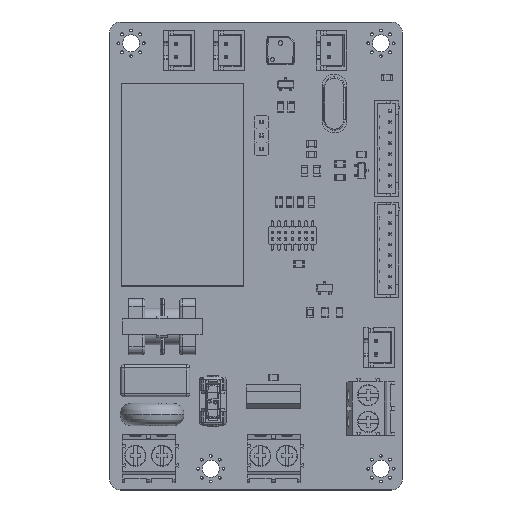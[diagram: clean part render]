
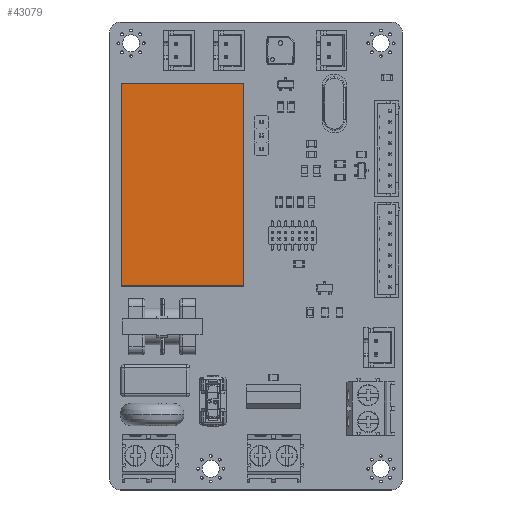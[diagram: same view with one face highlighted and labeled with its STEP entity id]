
A CAD part, top view. The second image highlights one B-rep face of the part: STEP entity #43079.
In plain terms, the highlighted free-form (B-spline) face has degree [1, 1] with [2, 2] control points.
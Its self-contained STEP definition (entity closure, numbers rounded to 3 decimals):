
#42815 = B_SPLINE_SURFACE_WITH_KNOTS('',1,1,(
    (#42816,#42817)
    ,(#42818,#42819
    )),.UNSPECIFIED.,.F.,.F.,.F.,(2,2),(2,2),(0.,38.),(0.,18.),
  .PIECEWISE_BEZIER_KNOTS.);
#42816 = CARTESIAN_POINT('',(-19.,-11.5,0.));
#42817 = CARTESIAN_POINT('',(-19.,-11.5,18.));
#42818 = CARTESIAN_POINT('',(19.,-11.5,0.));
#42819 = CARTESIAN_POINT('',(19.,-11.5,18.));
#42838 = VERTEX_POINT('',#42839);
#42839 = CARTESIAN_POINT('',(19.,-11.5,18.));
#42851 = B_SPLINE_SURFACE_WITH_KNOTS('',1,1,(
    (#42852,#42853)
    ,(#42854,#42855
    )),.UNSPECIFIED.,.F.,.F.,.F.,(2,2),(2,2),(0.,23.),(0.,18.),
  .PIECEWISE_BEZIER_KNOTS.);
#42852 = CARTESIAN_POINT('',(19.,-11.5,0.));
#42853 = CARTESIAN_POINT('',(19.,-11.5,18.));
#42854 = CARTESIAN_POINT('',(19.,11.5,0.));
#42855 = CARTESIAN_POINT('',(19.,11.5,18.));
#42862 = EDGE_CURVE('',#42863,#42838,#42865,.T.);
#42863 = VERTEX_POINT('',#42864);
#42864 = CARTESIAN_POINT('',(-19.,-11.5,18.));
#42865 = SURFACE_CURVE('',#42866,(#42869,#42875),.PCURVE_S1.);
#42866 = B_SPLINE_CURVE_WITH_KNOTS('',1,(#42867,#42868),.UNSPECIFIED.,
  .F.,.F.,(2,2),(0.,38.),.PIECEWISE_BEZIER_KNOTS.);
#42867 = CARTESIAN_POINT('',(-19.,-11.5,18.));
#42868 = CARTESIAN_POINT('',(19.,-11.5,18.));
#42869 = PCURVE('',#42815,#42870);
#42870 = DEFINITIONAL_REPRESENTATION('',(#42871),#42874);
#42871 = B_SPLINE_CURVE_WITH_KNOTS('',1,(#42872,#42873),.UNSPECIFIED.,
  .F.,.F.,(2,2),(0.,38.),.PIECEWISE_BEZIER_KNOTS.);
#42872 = CARTESIAN_POINT('',(0.,18.));
#42873 = CARTESIAN_POINT('',(38.,18.));
#42874 = ( GEOMETRIC_REPRESENTATION_CONTEXT(2) 
PARAMETRIC_REPRESENTATION_CONTEXT() REPRESENTATION_CONTEXT('2D SPACE',''
  ) );
#42875 = PCURVE('',#42876,#42881);
#42876 = B_SPLINE_SURFACE_WITH_KNOTS('',1,1,(
    (#42877,#42878)
    ,(#42879,#42880
    )),.UNSPECIFIED.,.F.,.F.,.F.,(2,2),(2,2),(-19.,19.),(-11.5,11.5),
  .PIECEWISE_BEZIER_KNOTS.);
#42877 = CARTESIAN_POINT('',(-19.,-11.5,18.));
#42878 = CARTESIAN_POINT('',(-19.,11.5,18.));
#42879 = CARTESIAN_POINT('',(19.,-11.5,18.));
#42880 = CARTESIAN_POINT('',(19.,11.5,18.));
#42881 = DEFINITIONAL_REPRESENTATION('',(#42882),#42885);
#42882 = B_SPLINE_CURVE_WITH_KNOTS('',1,(#42883,#42884),.UNSPECIFIED.,
  .F.,.F.,(2,2),(0.,38.),.PIECEWISE_BEZIER_KNOTS.);
#42883 = CARTESIAN_POINT('',(-19.,-11.5));
#42884 = CARTESIAN_POINT('',(19.,-11.5));
#42885 = ( GEOMETRIC_REPRESENTATION_CONTEXT(2) 
PARAMETRIC_REPRESENTATION_CONTEXT() REPRESENTATION_CONTEXT('2D SPACE',''
  ) );
#42899 = B_SPLINE_SURFACE_WITH_KNOTS('',1,1,(
    (#42900,#42901)
    ,(#42902,#42903
    )),.UNSPECIFIED.,.F.,.F.,.F.,(2,2),(2,2),(0.,23.),(0.,18.),
  .PIECEWISE_BEZIER_KNOTS.);
#42900 = CARTESIAN_POINT('',(-19.,11.5,0.));
#42901 = CARTESIAN_POINT('',(-19.,11.5,18.));
#42902 = CARTESIAN_POINT('',(-19.,-11.5,0.));
#42903 = CARTESIAN_POINT('',(-19.,-11.5,18.));
#42934 = EDGE_CURVE('',#42935,#42863,#42937,.T.);
#42935 = VERTEX_POINT('',#42936);
#42936 = CARTESIAN_POINT('',(-19.,11.5,18.));
#42937 = SURFACE_CURVE('',#42938,(#42941,#42947),.PCURVE_S1.);
#42938 = B_SPLINE_CURVE_WITH_KNOTS('',1,(#42939,#42940),.UNSPECIFIED.,
  .F.,.F.,(2,2),(0.,23.),.PIECEWISE_BEZIER_KNOTS.);
#42939 = CARTESIAN_POINT('',(-19.,11.5,18.));
#42940 = CARTESIAN_POINT('',(-19.,-11.5,18.));
#42941 = PCURVE('',#42899,#42942);
#42942 = DEFINITIONAL_REPRESENTATION('',(#42943),#42946);
#42943 = B_SPLINE_CURVE_WITH_KNOTS('',1,(#42944,#42945),.UNSPECIFIED.,
  .F.,.F.,(2,2),(0.,23.),.PIECEWISE_BEZIER_KNOTS.);
#42944 = CARTESIAN_POINT('',(0.,18.));
#42945 = CARTESIAN_POINT('',(23.,18.));
#42946 = ( GEOMETRIC_REPRESENTATION_CONTEXT(2) 
PARAMETRIC_REPRESENTATION_CONTEXT() REPRESENTATION_CONTEXT('2D SPACE',''
  ) );
#42947 = PCURVE('',#42876,#42948);
#42948 = DEFINITIONAL_REPRESENTATION('',(#42949),#42952);
#42949 = B_SPLINE_CURVE_WITH_KNOTS('',1,(#42950,#42951),.UNSPECIFIED.,
  .F.,.F.,(2,2),(0.,23.),.PIECEWISE_BEZIER_KNOTS.);
#42950 = CARTESIAN_POINT('',(-19.,11.5));
#42951 = CARTESIAN_POINT('',(-19.,-11.5));
#42952 = ( GEOMETRIC_REPRESENTATION_CONTEXT(2) 
PARAMETRIC_REPRESENTATION_CONTEXT() REPRESENTATION_CONTEXT('2D SPACE',''
  ) );
#42966 = B_SPLINE_SURFACE_WITH_KNOTS('',1,1,(
    (#42967,#42968)
    ,(#42969,#42970
    )),.UNSPECIFIED.,.F.,.F.,.F.,(2,2),(2,2),(0.,38.),(0.,18.),
  .PIECEWISE_BEZIER_KNOTS.);
#42967 = CARTESIAN_POINT('',(19.,11.5,0.));
#42968 = CARTESIAN_POINT('',(19.,11.5,18.));
#42969 = CARTESIAN_POINT('',(-19.,11.5,0.));
#42970 = CARTESIAN_POINT('',(-19.,11.5,18.));
#43001 = EDGE_CURVE('',#43002,#42935,#43004,.T.);
#43002 = VERTEX_POINT('',#43003);
#43003 = CARTESIAN_POINT('',(19.,11.5,18.));
#43004 = SURFACE_CURVE('',#43005,(#43008,#43014),.PCURVE_S1.);
#43005 = B_SPLINE_CURVE_WITH_KNOTS('',1,(#43006,#43007),.UNSPECIFIED.,
  .F.,.F.,(2,2),(0.,38.),.PIECEWISE_BEZIER_KNOTS.);
#43006 = CARTESIAN_POINT('',(19.,11.5,18.));
#43007 = CARTESIAN_POINT('',(-19.,11.5,18.));
#43008 = PCURVE('',#42966,#43009);
#43009 = DEFINITIONAL_REPRESENTATION('',(#43010),#43013);
#43010 = B_SPLINE_CURVE_WITH_KNOTS('',1,(#43011,#43012),.UNSPECIFIED.,
  .F.,.F.,(2,2),(0.,38.),.PIECEWISE_BEZIER_KNOTS.);
#43011 = CARTESIAN_POINT('',(0.,18.));
#43012 = CARTESIAN_POINT('',(38.,18.));
#43013 = ( GEOMETRIC_REPRESENTATION_CONTEXT(2) 
PARAMETRIC_REPRESENTATION_CONTEXT() REPRESENTATION_CONTEXT('2D SPACE',''
  ) );
#43014 = PCURVE('',#42876,#43015);
#43015 = DEFINITIONAL_REPRESENTATION('',(#43016),#43019);
#43016 = B_SPLINE_CURVE_WITH_KNOTS('',1,(#43017,#43018),.UNSPECIFIED.,
  .F.,.F.,(2,2),(0.,38.),.PIECEWISE_BEZIER_KNOTS.);
#43017 = CARTESIAN_POINT('',(19.,11.5));
#43018 = CARTESIAN_POINT('',(-19.,11.5));
#43019 = ( GEOMETRIC_REPRESENTATION_CONTEXT(2) 
PARAMETRIC_REPRESENTATION_CONTEXT() REPRESENTATION_CONTEXT('2D SPACE',''
  ) );
#43061 = EDGE_CURVE('',#42838,#43002,#43062,.T.);
#43062 = SURFACE_CURVE('',#43063,(#43066,#43072),.PCURVE_S1.);
#43063 = B_SPLINE_CURVE_WITH_KNOTS('',1,(#43064,#43065),.UNSPECIFIED.,
  .F.,.F.,(2,2),(0.,23.),.PIECEWISE_BEZIER_KNOTS.);
#43064 = CARTESIAN_POINT('',(19.,-11.5,18.));
#43065 = CARTESIAN_POINT('',(19.,11.5,18.));
#43066 = PCURVE('',#42851,#43067);
#43067 = DEFINITIONAL_REPRESENTATION('',(#43068),#43071);
#43068 = B_SPLINE_CURVE_WITH_KNOTS('',1,(#43069,#43070),.UNSPECIFIED.,
  .F.,.F.,(2,2),(0.,23.),.PIECEWISE_BEZIER_KNOTS.);
#43069 = CARTESIAN_POINT('',(0.,18.));
#43070 = CARTESIAN_POINT('',(23.,18.));
#43071 = ( GEOMETRIC_REPRESENTATION_CONTEXT(2) 
PARAMETRIC_REPRESENTATION_CONTEXT() REPRESENTATION_CONTEXT('2D SPACE',''
  ) );
#43072 = PCURVE('',#42876,#43073);
#43073 = DEFINITIONAL_REPRESENTATION('',(#43074),#43077);
#43074 = B_SPLINE_CURVE_WITH_KNOTS('',1,(#43075,#43076),.UNSPECIFIED.,
  .F.,.F.,(2,2),(0.,23.),.PIECEWISE_BEZIER_KNOTS.);
#43075 = CARTESIAN_POINT('',(19.,-11.5));
#43076 = CARTESIAN_POINT('',(19.,11.5));
#43077 = ( GEOMETRIC_REPRESENTATION_CONTEXT(2) 
PARAMETRIC_REPRESENTATION_CONTEXT() REPRESENTATION_CONTEXT('2D SPACE',''
  ) );
#43079 = ADVANCED_FACE('',(#43080),#42876,.T.);
#43080 = FACE_BOUND('',#43081,.T.);
#43081 = EDGE_LOOP('',(#43082,#43083,#43084,#43085));
#43082 = ORIENTED_EDGE('',*,*,#43061,.T.);
#43083 = ORIENTED_EDGE('',*,*,#43001,.T.);
#43084 = ORIENTED_EDGE('',*,*,#42934,.T.);
#43085 = ORIENTED_EDGE('',*,*,#42862,.T.);
